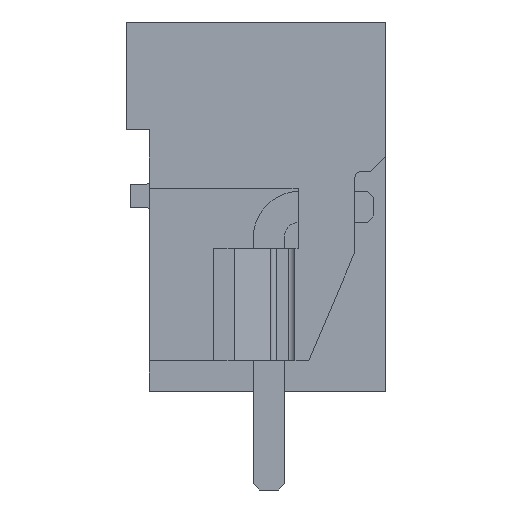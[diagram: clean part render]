
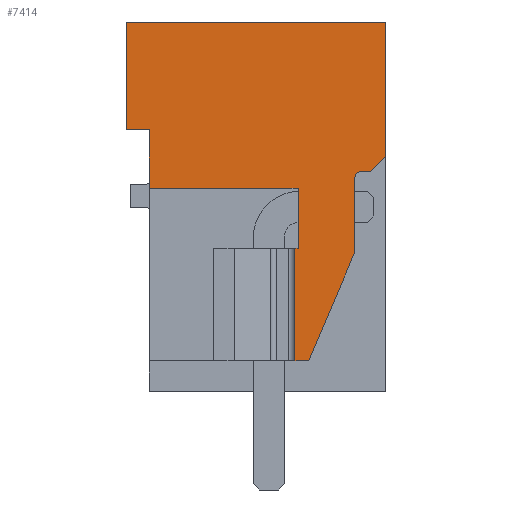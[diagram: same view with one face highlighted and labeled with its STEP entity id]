
A CAD part, left-side view. The second image highlights one B-rep face of the part: STEP entity #7414.
In plain terms, the highlighted planar face has unit normal (-1, 0, 0).
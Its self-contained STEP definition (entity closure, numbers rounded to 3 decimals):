
#7327=AXIS2_PLACEMENT_3D('Plane Axis2P3D',#7324,#7325,#7326) ;
#7380=AXIS2_PLACEMENT_3D('Circle Axis2P3D',#7378,#7379,$) ;
#63=CARTESIAN_POINT('Vertex',(0.,0.,15.2)) ;
#66=CARTESIAN_POINT('Line Origine',(0.,0.,13.023)) ;
#70=CARTESIAN_POINT('Vertex',(0.,0.,10.846)) ;
#147=CARTESIAN_POINT('Vertex',(0.,8.43,15.2)) ;
#150=CARTESIAN_POINT('Line Origine',(0.,4.215,15.2)) ;
#1343=CARTESIAN_POINT('Vertex',(0.,8.43,11.7)) ;
#1346=CARTESIAN_POINT('Line Origine',(0.,8.43,13.45)) ;
#1884=CARTESIAN_POINT('Vertex',(0.,7.68,9.8)) ;
#1887=CARTESIAN_POINT('Line Origine',(0.,7.68,10.75)) ;
#1891=CARTESIAN_POINT('Vertex',(0.,7.68,11.7)) ;
#7272=CARTESIAN_POINT('Line Origine',(0.,8.055,11.7)) ;
#7324=CARTESIAN_POINT('Axis2P3D Location',(0.,0.,0.)) ;
#7329=CARTESIAN_POINT('Line Origine',(0.,5.265,9.8)) ;
#7333=CARTESIAN_POINT('Vertex',(0.,2.85,9.8)) ;
#7336=CARTESIAN_POINT('Line Origine',(0.,2.85,8.825)) ;
#7340=CARTESIAN_POINT('Vertex',(0.,2.85,7.85)) ;
#7343=CARTESIAN_POINT('Line Origine',(0.,2.9,7.85)) ;
#7347=CARTESIAN_POINT('Vertex',(0.,2.95,7.85)) ;
#7350=CARTESIAN_POINT('Line Origine',(0.,2.95,6.025)) ;
#7354=CARTESIAN_POINT('Vertex',(0.,2.95,4.2)) ;
#7357=CARTESIAN_POINT('Line Origine',(0.,2.725,4.2)) ;
#7361=CARTESIAN_POINT('Vertex',(0.,2.5,4.2)) ;
#7364=CARTESIAN_POINT('Line Origine',(0.,1.75,5.968)) ;
#7368=CARTESIAN_POINT('Vertex',(0.,1.,7.736)) ;
#7371=CARTESIAN_POINT('Line Origine',(0.,1.,8.941)) ;
#7375=CARTESIAN_POINT('Vertex',(0.,1.,10.146)) ;
#7378=CARTESIAN_POINT('Axis2P3D Location',(0.,0.8,10.146)) ;
#7382=CARTESIAN_POINT('Vertex',(0.,0.8,10.346)) ;
#7385=CARTESIAN_POINT('Line Origine',(0.,0.65,10.346)) ;
#7389=CARTESIAN_POINT('Vertex',(0.,0.5,10.346)) ;
#7392=CARTESIAN_POINT('Line Origine',(0.,0.25,10.596)) ;
#67=DIRECTION('Vector Direction',(0.,0.,-1.)) ;
#151=DIRECTION('Vector Direction',(0.,-1.,0.)) ;
#1347=DIRECTION('Vector Direction',(0.,0.,-1.)) ;
#1888=DIRECTION('Vector Direction',(0.,0.,-1.)) ;
#7273=DIRECTION('Vector Direction',(0.,-1.,0.)) ;
#7325=DIRECTION('Axis2P3D Direction',(-1.,0.,0.)) ;
#7326=DIRECTION('Axis2P3D XDirection',(0.,0.,1.)) ;
#7330=DIRECTION('Vector Direction',(0.,1.,0.)) ;
#7337=DIRECTION('Vector Direction',(0.,0.,-1.)) ;
#7344=DIRECTION('Vector Direction',(0.,-1.,0.)) ;
#7351=DIRECTION('Vector Direction',(0.,0.,1.)) ;
#7358=DIRECTION('Vector Direction',(0.,-1.,0.)) ;
#7365=DIRECTION('Vector Direction',(0.,-0.391,0.921)) ;
#7372=DIRECTION('Vector Direction',(0.,0.,1.)) ;
#7379=DIRECTION('Axis2P3D Direction',(-1.,0.,0.)) ;
#7386=DIRECTION('Vector Direction',(0.,-1.,0.)) ;
#7393=DIRECTION('Vector Direction',(0.,-0.707,0.707)) ;
#68=VECTOR('Line Direction',#67,1.) ;
#152=VECTOR('Line Direction',#151,1.) ;
#1348=VECTOR('Line Direction',#1347,1.) ;
#1889=VECTOR('Line Direction',#1888,1.) ;
#7274=VECTOR('Line Direction',#7273,1.) ;
#7331=VECTOR('Line Direction',#7330,1.) ;
#7338=VECTOR('Line Direction',#7337,1.) ;
#7345=VECTOR('Line Direction',#7344,1.) ;
#7352=VECTOR('Line Direction',#7351,1.) ;
#7359=VECTOR('Line Direction',#7358,1.) ;
#7366=VECTOR('Line Direction',#7365,1.) ;
#7373=VECTOR('Line Direction',#7372,1.) ;
#7387=VECTOR('Line Direction',#7386,1.) ;
#7394=VECTOR('Line Direction',#7393,1.) ;
#7398=ORIENTED_EDGE('',*,*,#72,.T.) ;
#7399=ORIENTED_EDGE('',*,*,#154,.T.) ;
#7400=ORIENTED_EDGE('',*,*,#1350,.T.) ;
#7401=ORIENTED_EDGE('',*,*,#7276,.T.) ;
#7402=ORIENTED_EDGE('',*,*,#1893,.T.) ;
#7403=ORIENTED_EDGE('',*,*,#7335,.F.) ;
#7404=ORIENTED_EDGE('',*,*,#7342,.F.) ;
#7405=ORIENTED_EDGE('',*,*,#7349,.F.) ;
#7406=ORIENTED_EDGE('',*,*,#7356,.F.) ;
#7407=ORIENTED_EDGE('',*,*,#7363,.F.) ;
#7408=ORIENTED_EDGE('',*,*,#7370,.F.) ;
#7409=ORIENTED_EDGE('',*,*,#7377,.F.) ;
#7410=ORIENTED_EDGE('',*,*,#7384,.F.) ;
#7411=ORIENTED_EDGE('',*,*,#7391,.F.) ;
#7412=ORIENTED_EDGE('',*,*,#7396,.F.) ;
#7414=ADVANCED_FACE('HOUSING',(#7413),#7328,.T.) ;
#7381=CIRCLE('generated circle',#7380,0.2) ;
#72=EDGE_CURVE('',#71,#64,#69,.F.) ;
#154=EDGE_CURVE('',#64,#148,#153,.F.) ;
#1350=EDGE_CURVE('',#148,#1344,#1349,.T.) ;
#1893=EDGE_CURVE('',#1892,#1885,#1890,.T.) ;
#7276=EDGE_CURVE('',#1344,#1892,#7275,.T.) ;
#7335=EDGE_CURVE('',#7334,#1885,#7332,.T.) ;
#7342=EDGE_CURVE('',#7341,#7334,#7339,.F.) ;
#7349=EDGE_CURVE('',#7348,#7341,#7346,.T.) ;
#7356=EDGE_CURVE('',#7355,#7348,#7353,.T.) ;
#7363=EDGE_CURVE('',#7362,#7355,#7360,.F.) ;
#7370=EDGE_CURVE('',#7369,#7362,#7367,.F.) ;
#7377=EDGE_CURVE('',#7376,#7369,#7374,.F.) ;
#7384=EDGE_CURVE('',#7383,#7376,#7381,.T.) ;
#7391=EDGE_CURVE('',#7390,#7383,#7388,.F.) ;
#7396=EDGE_CURVE('',#71,#7390,#7395,.F.) ;
#7397=EDGE_LOOP('',(#7398,#7399,#7400,#7401,#7402,#7403,#7404,#7405,#7406,#7407,#7408,#7409,#7410,#7411,#7412)) ;
#7413=FACE_OUTER_BOUND('',#7397,.T.) ;
#69=LINE('Line',#66,#68) ;
#153=LINE('Line',#150,#152) ;
#1349=LINE('Line',#1346,#1348) ;
#1890=LINE('Line',#1887,#1889) ;
#7275=LINE('Line',#7272,#7274) ;
#7332=LINE('Line',#7329,#7331) ;
#7339=LINE('Line',#7336,#7338) ;
#7346=LINE('Line',#7343,#7345) ;
#7353=LINE('Line',#7350,#7352) ;
#7360=LINE('Line',#7357,#7359) ;
#7367=LINE('Line',#7364,#7366) ;
#7374=LINE('Line',#7371,#7373) ;
#7388=LINE('Line',#7385,#7387) ;
#7395=LINE('Line',#7392,#7394) ;
#7328=PLANE('',#7327) ;
#64=VERTEX_POINT('',#63) ;
#71=VERTEX_POINT('',#70) ;
#148=VERTEX_POINT('',#147) ;
#1344=VERTEX_POINT('',#1343) ;
#1885=VERTEX_POINT('',#1884) ;
#1892=VERTEX_POINT('',#1891) ;
#7334=VERTEX_POINT('',#7333) ;
#7341=VERTEX_POINT('',#7340) ;
#7348=VERTEX_POINT('',#7347) ;
#7355=VERTEX_POINT('',#7354) ;
#7362=VERTEX_POINT('',#7361) ;
#7369=VERTEX_POINT('',#7368) ;
#7376=VERTEX_POINT('',#7375) ;
#7383=VERTEX_POINT('',#7382) ;
#7390=VERTEX_POINT('',#7389) ;
